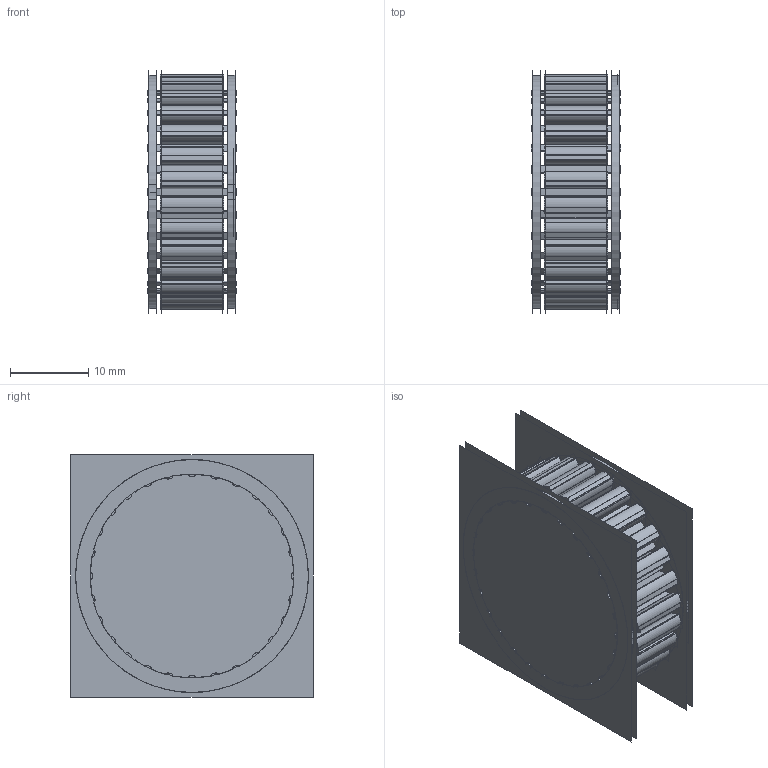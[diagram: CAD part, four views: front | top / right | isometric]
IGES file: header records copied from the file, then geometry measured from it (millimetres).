
Start section:  PTC IGES file: fe430m.igs
Global section: file name: fe430m.igs; native system: Creo Parametric by Parametric Technology Corporation; preprocessor: 2013150; author: sales 4; organization: Unknown; date: 20140324.141607; units: millimetre
Bounding box: 11.44 x 31.14 x 31.14 mm (x, y, z)
Volume: 1846.4 mm3; surface area: 38583.7 mm2
Topology: 29 solids, 29 shells, 2448 faces, 12976 edges, 16384 vertices
Faces by surface type: bspline 1320, revolution 1128
